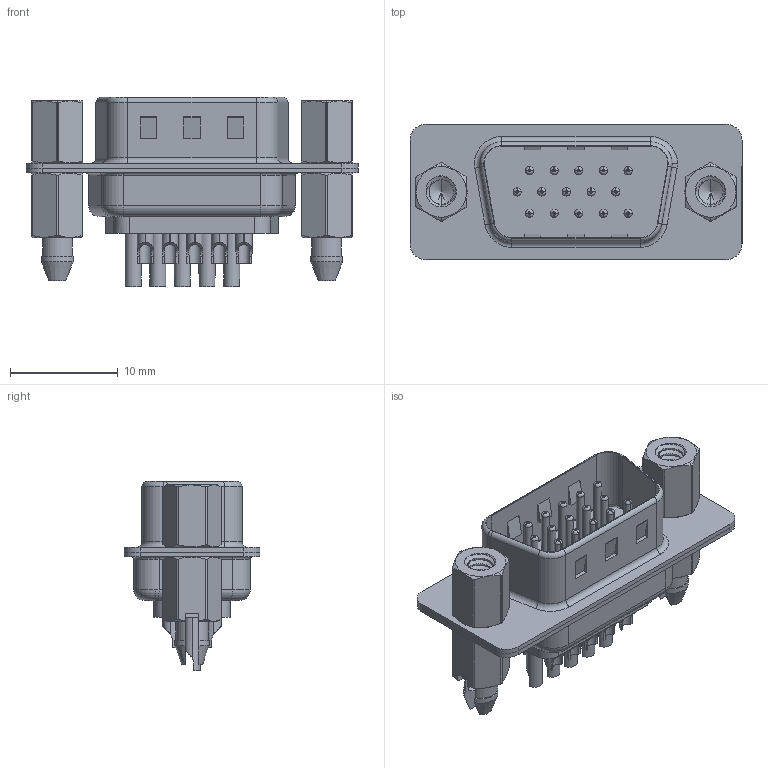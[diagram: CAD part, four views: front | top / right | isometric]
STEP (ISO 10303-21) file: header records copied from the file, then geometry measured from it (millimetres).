
FILE_DESCRIPTION (( 'STEP AP203' ), '1' );
FILE_NAME ('637-015-232-047.STEP', '2020-07-17T22:53:40', ( '' ), ( '' ), 'SwSTEP 2.0', 'SolidWorks 2020', '' );
FILE_SCHEMA (( 'CONFIG_CONTROL_DESIGN' ));
Length unit declared in the file: millimetre
Products named in the file (9): 637 Housing_15 Contacts; 637 4-40 Hex Standoff; 637 Contact Row 2_32; 637 4-40 Threaded Boardlock_LP; 637 Contact Row 3_32; 637 Contact Row 1_32; 637 Shell Front_15 Contacts; 637 Shell Rear_15 Contacts; 637-015-232-047
Assembly tree (22 placements, depth 2):
  637-015-232-047
    637 Housing_15 Contacts
    637 Shell Front_15 Contacts
    637 Shell Rear_15 Contacts
    637 Contact Row 1_32  x5
    637 Contact Row 2_32  x5
    637 Contact Row 3_32  x5
    637 4-40 Hex Standoff  x2
    637 4-40 Threaded Boardlock_LP  x2
Bounding box: 30.8 x 12.6 x 17.55 mm (x, y, z)
Volume: 1656.3 mm3; surface area: 5547 mm2
Topology: 22 solids, 22 shells, 1464 faces, 3797 edges, 2416 vertices
Faces by surface type: cylinder 668, plane 371, torus 365, cone 42, bspline 18
Entity records: 25388 total; most frequent: CARTESIAN_POINT 7878, DIRECTION 3562, ORIENTED_EDGE 3344, EDGE_CURVE 1672, AXIS2_PLACEMENT_3D 1432, VERTEX_POINT 1069, CIRCLE 757, EDGE_LOOP 755
